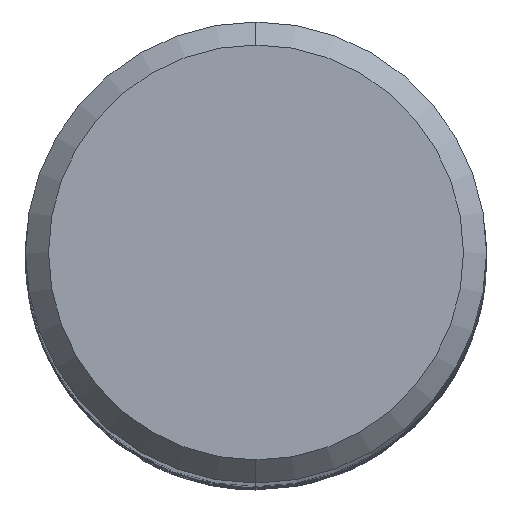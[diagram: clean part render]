
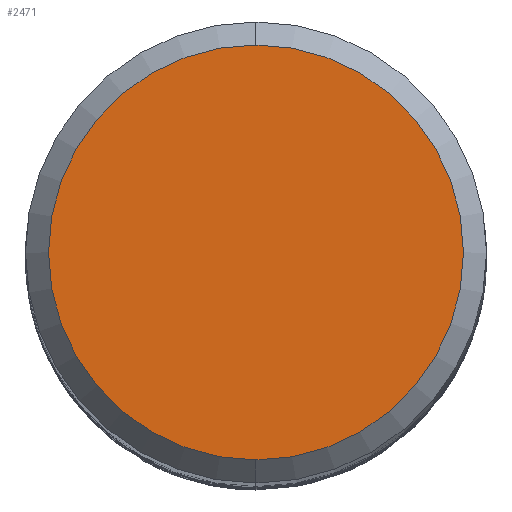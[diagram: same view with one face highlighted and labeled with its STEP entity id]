
A CAD part, top view. The second image highlights one B-rep face of the part: STEP entity #2471.
In plain terms, the highlighted planar face has unit normal (0, 0, 1).
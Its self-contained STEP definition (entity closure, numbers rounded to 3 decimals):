
#1699=EDGE_CURVE('',#2457,#3131,#4210,.T.);
#2457=VERTEX_POINT('',#5028);
#2471=ADVANCED_FACE('',(#5044),#5045,.T.);
#3131=VERTEX_POINT('',#5761);
#3633=EDGE_CURVE('',#3131,#2457,#6311,.T.);
#4210=CIRCLE('',#11063,4.5);
#5028=CARTESIAN_POINT('',(0.0,4.5,0.0));
#5044=FACE_OUTER_BOUND('',#21576,.T.);
#5045=PLANE('',#21577);
#5761=CARTESIAN_POINT('',(0.,-4.5,0.0));
#6311=CIRCLE('',#36523,4.5);
#11063=AXIS2_PLACEMENT_3D('',#38212,#38213,#38214);
#21576=EDGE_LOOP('',(#39030,#39031));
#21577=AXIS2_PLACEMENT_3D('',#39032,#39033,#39034);
#36523=AXIS2_PLACEMENT_3D('',#40469,#40470,#40471);
#38212=CARTESIAN_POINT('',(0.0,0.0,0.0));
#38213=DIRECTION('',(0.0,0.0,-1.0));
#38214=DIRECTION('',(0.0,1.0,0.0));
#39030=ORIENTED_EDGE('',*,*,#1699,.F.);
#39031=ORIENTED_EDGE('',*,*,#3633,.F.);
#39032=CARTESIAN_POINT('',(0.0,2.25,0.0));
#39033=DIRECTION('',(-0.0,0.0,1.0));
#39034=DIRECTION('',(0.0,-1.0,0.0));
#40469=CARTESIAN_POINT('',(0.0,0.0,0.0));
#40470=DIRECTION('',(0.0,0.0,-1.0));
#40471=DIRECTION('',(0.0,1.0,0.0));
